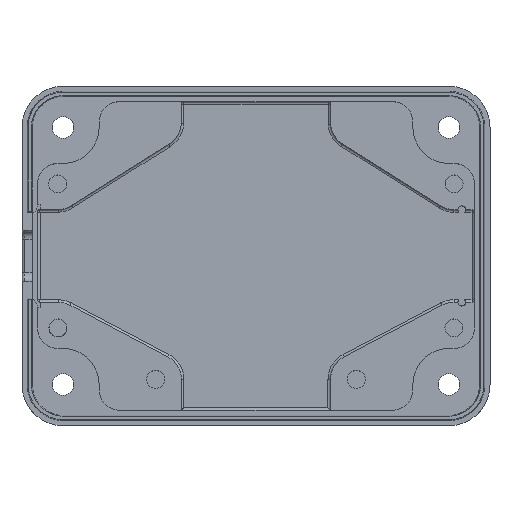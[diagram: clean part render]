
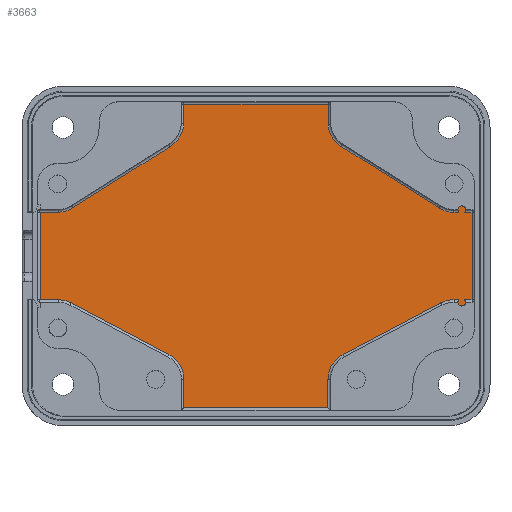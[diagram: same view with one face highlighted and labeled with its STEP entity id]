
A CAD part, top view. The second image highlights one B-rep face of the part: STEP entity #3663.
In plain terms, the highlighted planar face has unit normal (0, 0, 1).
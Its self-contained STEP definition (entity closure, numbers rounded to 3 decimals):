
#237=CIRCLE('',#3939,5.5);
#238=CIRCLE('',#3941,5.484);
#248=CIRCLE('',#3958,5.5);
#252=CIRCLE('',#3968,5.5);
#256=CIRCLE('',#3976,5.5);
#259=CIRCLE('',#3981,5.5);
#263=CIRCLE('',#3991,5.5);
#266=CIRCLE('',#3996,5.5);
#270=CIRCLE('',#4007,0.75);
#271=CIRCLE('',#4008,0.75);
#445=FACE_OUTER_BOUND('',#660,.T.);
#660=EDGE_LOOP('',(#2969,#2970,#2971,#2972,#2973,#2974,#2975,#2976,#2977,
#2978,#2979,#2980,#2981,#2982,#2983,#2984,#2985,#2986,#2987,#2988,#2989,
#2990,#2991,#2992,#2993,#2994,#2995,#2996));
#931=LINE('',#5805,#1278);
#934=LINE('',#5831,#1281);
#937=LINE('',#5853,#1284);
#945=LINE('',#5914,#1292);
#949=LINE('',#6023,#1296);
#952=LINE('',#6032,#1299);
#955=LINE('',#6066,#1302);
#956=LINE('',#6068,#1303);
#959=LINE('',#6105,#1306);
#963=LINE('',#6114,#1310);
#966=LINE('',#6191,#1313);
#968=LINE('',#6195,#1315);
#970=LINE('',#6224,#1317);
#972=LINE('',#6234,#1319);
#974=LINE('',#6240,#1321);
#977=LINE('',#6249,#1324);
#978=LINE('',#6260,#1325);
#981=LINE('',#6318,#1328);
#1278=VECTOR('',#4659,10.);
#1281=VECTOR('',#4668,10.);
#1284=VECTOR('',#4673,10.);
#1292=VECTOR('',#4703,10.);
#1296=VECTOR('',#4741,10.);
#1299=VECTOR('',#4750,10.);
#1302=VECTOR('',#4761,10.);
#1303=VECTOR('',#4764,10.);
#1306=VECTOR('',#4769,10.);
#1310=VECTOR('',#4779,10.);
#1313=VECTOR('',#4794,10.);
#1315=VECTOR('',#4798,10.);
#1317=VECTOR('',#4812,10.);
#1319=VECTOR('',#4824,10.);
#1321=VECTOR('',#4830,10.);
#1324=VECTOR('',#4839,10.);
#1325=VECTOR('',#4852,10.);
#1328=VECTOR('',#4863,10.);
#1626=VERTEX_POINT('',#5785);
#1630=VERTEX_POINT('',#5797);
#1636=VERTEX_POINT('',#5814);
#1637=VERTEX_POINT('',#5834);
#1642=VERTEX_POINT('',#5866);
#1645=VERTEX_POINT('',#5873);
#1648=VERTEX_POINT('',#5880);
#1650=VERTEX_POINT('',#5916);
#1653=VERTEX_POINT('',#5951);
#1654=VERTEX_POINT('',#5966);
#1657=VERTEX_POINT('',#6003);
#1661=VERTEX_POINT('',#6015);
#1666=VERTEX_POINT('',#6031);
#1668=VERTEX_POINT('',#6048);
#1670=VERTEX_POINT('',#6071);
#1674=VERTEX_POINT('',#6116);
#1679=VERTEX_POINT('',#6159);
#1680=VERTEX_POINT('',#6194);
#1683=VERTEX_POINT('',#6217);
#1685=VERTEX_POINT('',#6222);
#1687=VERTEX_POINT('',#6228);
#1688=VERTEX_POINT('',#6233);
#1690=VERTEX_POINT('',#6239);
#1693=VERTEX_POINT('',#6247);
#1695=VERTEX_POINT('',#6252);
#1697=VERTEX_POINT('',#6258);
#1699=VERTEX_POINT('',#6264);
#1701=VERTEX_POINT('',#6301);
#2053=EDGE_CURVE('',#1630,#1626,#931,.T.);
#2058=EDGE_CURVE('',#1636,#1630,#934,.T.);
#2062=EDGE_CURVE('',#1626,#1637,#937,.T.);
#2077=EDGE_CURVE('',#1645,#1648,#945,.T.);
#2081=EDGE_CURVE('',#1653,#1650,#237,.T.);
#2082=EDGE_CURVE('',#1648,#1654,#238,.T.);
#2095=EDGE_CURVE('',#1661,#1657,#949,.T.);
#2099=EDGE_CURVE('',#1666,#1661,#952,.T.);
#2102=EDGE_CURVE('',#1668,#1666,#248,.T.);
#2106=EDGE_CURVE('',#1657,#1653,#955,.T.);
#2107=EDGE_CURVE('',#1654,#1668,#956,.T.);
#2111=EDGE_CURVE('',#1650,#1670,#959,.T.);
#2116=EDGE_CURVE('',#1642,#1645,#963,.T.);
#2119=EDGE_CURVE('',#1670,#1674,#252,.T.);
#2124=EDGE_CURVE('',#1679,#1642,#966,.T.);
#2126=EDGE_CURVE('',#1674,#1680,#968,.T.);
#2131=EDGE_CURVE('',#1683,#1679,#256,.T.);
#2133=EDGE_CURVE('',#1685,#1683,#970,.T.);
#2136=EDGE_CURVE('',#1687,#1685,#259,.T.);
#2138=EDGE_CURVE('',#1688,#1687,#972,.T.);
#2141=EDGE_CURVE('',#1690,#1688,#974,.T.);
#2146=EDGE_CURVE('',#1693,#1690,#977,.T.);
#2148=EDGE_CURVE('',#1695,#1693,#263,.T.);
#2151=EDGE_CURVE('',#1697,#1695,#978,.T.);
#2154=EDGE_CURVE('',#1699,#1697,#266,.T.);
#2158=EDGE_CURVE('',#1701,#1699,#981,.T.);
#2169=EDGE_CURVE('',#1636,#1680,#270,.T.);
#2170=EDGE_CURVE('',#1701,#1637,#271,.T.);
#2969=ORIENTED_EDGE('',*,*,#2169,.T.);
#2970=ORIENTED_EDGE('',*,*,#2126,.F.);
#2971=ORIENTED_EDGE('',*,*,#2119,.F.);
#2972=ORIENTED_EDGE('',*,*,#2111,.F.);
#2973=ORIENTED_EDGE('',*,*,#2081,.F.);
#2974=ORIENTED_EDGE('',*,*,#2106,.F.);
#2975=ORIENTED_EDGE('',*,*,#2095,.F.);
#2976=ORIENTED_EDGE('',*,*,#2099,.F.);
#2977=ORIENTED_EDGE('',*,*,#2102,.F.);
#2978=ORIENTED_EDGE('',*,*,#2107,.F.);
#2979=ORIENTED_EDGE('',*,*,#2082,.F.);
#2980=ORIENTED_EDGE('',*,*,#2077,.F.);
#2981=ORIENTED_EDGE('',*,*,#2116,.F.);
#2982=ORIENTED_EDGE('',*,*,#2124,.F.);
#2983=ORIENTED_EDGE('',*,*,#2131,.F.);
#2984=ORIENTED_EDGE('',*,*,#2133,.F.);
#2985=ORIENTED_EDGE('',*,*,#2136,.F.);
#2986=ORIENTED_EDGE('',*,*,#2138,.F.);
#2987=ORIENTED_EDGE('',*,*,#2141,.F.);
#2988=ORIENTED_EDGE('',*,*,#2146,.F.);
#2989=ORIENTED_EDGE('',*,*,#2148,.F.);
#2990=ORIENTED_EDGE('',*,*,#2151,.F.);
#2991=ORIENTED_EDGE('',*,*,#2154,.F.);
#2992=ORIENTED_EDGE('',*,*,#2158,.F.);
#2993=ORIENTED_EDGE('',*,*,#2170,.T.);
#2994=ORIENTED_EDGE('',*,*,#2062,.F.);
#2995=ORIENTED_EDGE('',*,*,#2053,.F.);
#2996=ORIENTED_EDGE('',*,*,#2058,.F.);
#3492=PLANE('',#4006);
#3663=ADVANCED_FACE('',(#445),#3492,.T.);
#3939=AXIS2_PLACEMENT_3D('',#5964,#4708,#4709);
#3941=AXIS2_PLACEMENT_3D('',#5967,#4712,#4713);
#3958=AXIS2_PLACEMENT_3D('',#6049,#4754,#4755);
#3968=AXIS2_PLACEMENT_3D('',#6150,#4784,#4785);
#3976=AXIS2_PLACEMENT_3D('',#6219,#4806,#4807);
#3981=AXIS2_PLACEMENT_3D('',#6230,#4818,#4819);
#3991=AXIS2_PLACEMENT_3D('',#6254,#4844,#4845);
#3996=AXIS2_PLACEMENT_3D('',#6296,#4856,#4857);
#4006=AXIS2_PLACEMENT_3D('',#6339,#4886,#4887);
#4007=AXIS2_PLACEMENT_3D('',#6340,#4888,#4889);
#4008=AXIS2_PLACEMENT_3D('',#6341,#4890,#4891);
#4659=DIRECTION('',(0.,-1.,0.));
#4668=DIRECTION('',(1.,0.,0.));
#4673=DIRECTION('',(-1.,0.,0.));
#4703=DIRECTION('',(1.,0.001,0.));
#4708=DIRECTION('center_axis',(0.,0.,1.));
#4709=DIRECTION('ref_axis',(-0.855,-0.519,0.));
#4712=DIRECTION('center_axis',(0.,0.,1.));
#4713=DIRECTION('ref_axis',(0.28,-0.96,0.));
#4741=DIRECTION('',(1.,0.,0.));
#4750=DIRECTION('',(0.,1.,0.));
#4754=DIRECTION('center_axis',(0.,0.,1.));
#4755=DIRECTION('ref_axis',(0.856,-0.517,0.));
#4761=DIRECTION('',(0.,-1.,0.));
#4764=DIRECTION('',(0.846,0.533,0.));
#4769=DIRECTION('',(0.846,-0.533,0.));
#4779=DIRECTION('',(0.,1.,0.));
#4784=DIRECTION('center_axis',(0.,0.,1.));
#4785=DIRECTION('ref_axis',(-0.278,-0.961,0.));
#4794=DIRECTION('',(-1.,0.,0.));
#4798=DIRECTION('',(1.,0.,0.));
#4806=DIRECTION('center_axis',(0.,0.,1.));
#4807=DIRECTION('ref_axis',(0.248,0.969,0.));
#4812=DIRECTION('',(-0.885,0.466,0.));
#4818=DIRECTION('center_axis',(0.,0.,1.));
#4819=DIRECTION('ref_axis',(0.856,0.517,0.));
#4824=DIRECTION('',(0.,1.,0.));
#4830=DIRECTION('',(-1.,0.,0.));
#4839=DIRECTION('',(0.,-1.,0.));
#4844=DIRECTION('center_axis',(0.,0.,1.));
#4845=DIRECTION('ref_axis',(-0.856,0.517,0.));
#4852=DIRECTION('',(-0.885,-0.466,0.));
#4856=DIRECTION('center_axis',(0.,0.,1.));
#4857=DIRECTION('ref_axis',(-0.239,0.971,0.));
#4863=DIRECTION('',(-1.,-0.006,0.));
#4886=DIRECTION('center_axis',(0.,0.,1.));
#4887=DIRECTION('ref_axis',(1.,0.,0.));
#4888=DIRECTION('center_axis',(0.,0.,1.));
#4889=DIRECTION('ref_axis',(1.,0.,0.));
#4890=DIRECTION('center_axis',(0.,0.,1.));
#4891=DIRECTION('ref_axis',(-1.,-0.013,0.));
#5785=CARTESIAN_POINT('',(86.5,23.519,-5.));
#5797=CARTESIAN_POINT('',(86.5,40.496,-5.));
#5805=CARTESIAN_POINT('',(86.5,25.,-5.));
#5814=CARTESIAN_POINT('',(85.068,40.496,-5.));
#5831=CARTESIAN_POINT('',(64.88,40.497,-5.));
#5834=CARTESIAN_POINT('',(85.062,23.519,-5.));
#5853=CARTESIAN_POINT('',(65.751,23.515,-5.));
#5866=CARTESIAN_POINT('',(2.5,23.5,-5.));
#5873=CARTESIAN_POINT('',(2.5,40.529,-5.));
#5880=CARTESIAN_POINT('',(6.012,40.533,-5.));
#5914=CARTESIAN_POINT('',(23.246,40.551,-5.));
#5916=CARTESIAN_POINT('',(61.024,53.364,-5.));
#5951=CARTESIAN_POINT('',(58.526,57.497,-5.));
#5964=CARTESIAN_POINT('Origin',(64.005,57.986,-5.));
#5966=CARTESIAN_POINT('',(8.885,41.371,-5.));
#5967=CARTESIAN_POINT('Origin',(5.971,46.017,-5.));
#6003=CARTESIAN_POINT('',(58.528,61.5,-5.));
#6015=CARTESIAN_POINT('',(30.481,61.5,-5.));
#6023=CARTESIAN_POINT('',(57.75,61.5,-5.));
#6031=CARTESIAN_POINT('',(30.482,57.746,-5.));
#6032=CARTESIAN_POINT('',(30.485,44.878,-5.));
#6048=CARTESIAN_POINT('',(27.791,53.274,-5.));
#6049=CARTESIAN_POINT('Origin',(24.988,58.007,-5.));
#6066=CARTESIAN_POINT('',(58.522,46.997,-5.));
#6068=CARTESIAN_POINT('',(19.525,48.07,-5.));
#6071=CARTESIAN_POINT('',(80.101,41.334,-5.));
#6105=CARTESIAN_POINT('',(59.933,54.052,-5.));
#6114=CARTESIAN_POINT('',(2.5,39.,-5.));
#6116=CARTESIAN_POINT('',(82.999,40.496,-5.));
#6150=CARTESIAN_POINT('Origin',(83.019,45.996,-5.));
#6159=CARTESIAN_POINT('',(6.085,23.5,-5.));
#6191=CARTESIAN_POINT('',(25.29,23.498,-5.));
#6194=CARTESIAN_POINT('',(83.95,40.496,-5.));
#6195=CARTESIAN_POINT('',(63.75,40.497,-5.));
#6217=CARTESIAN_POINT('',(8.563,22.867,-5.));
#6219=CARTESIAN_POINT('Origin',(6.,18.001,-5.));
#6222=CARTESIAN_POINT('',(27.554,12.866,-5.));
#6224=CARTESIAN_POINT('',(30.243,11.45,-5.));
#6228=CARTESIAN_POINT('',(30.491,8.,-5.));
#6230=CARTESIAN_POINT('Origin',(24.991,8.,-5.));
#6233=CARTESIAN_POINT('',(30.491,2.5,-5.));
#6234=CARTESIAN_POINT('',(30.491,17.,-5.));
#6239=CARTESIAN_POINT('',(58.497,2.5,-5.));
#6240=CARTESIAN_POINT('',(31.25,2.5,-5.));
#6247=CARTESIAN_POINT('',(58.497,8.,-5.));
#6249=CARTESIAN_POINT('',(58.497,20.,-5.));
#6252=CARTESIAN_POINT('',(61.433,12.866,-5.));
#6254=CARTESIAN_POINT('Origin',(63.997,8.,-5.));
#6258=CARTESIAN_POINT('',(80.427,22.872,-5.));
#6260=CARTESIAN_POINT('',(68.248,16.456,-5.));
#6264=CARTESIAN_POINT('',(83.003,23.506,-5.));
#6296=CARTESIAN_POINT('Origin',(82.99,18.006,-5.));
#6301=CARTESIAN_POINT('',(83.936,23.511,-5.));
#6318=CARTESIAN_POINT('',(64.151,23.392,-5.));
#6339=CARTESIAN_POINT('Origin',(44.5,32.,-5.));
#6340=CARTESIAN_POINT('Origin',(84.509,40.996,-5.));
#6341=CARTESIAN_POINT('Origin',(84.502,23.02,-5.));
